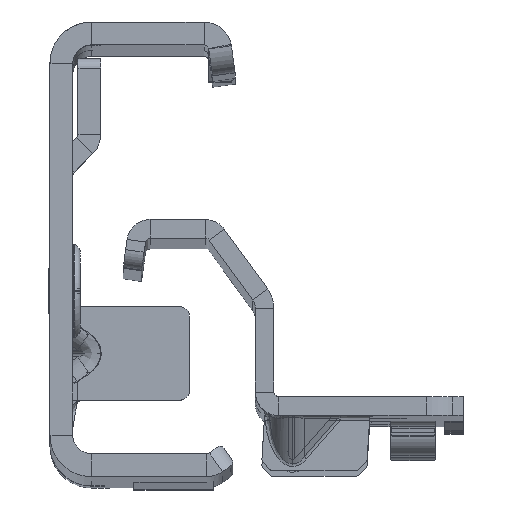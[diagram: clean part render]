
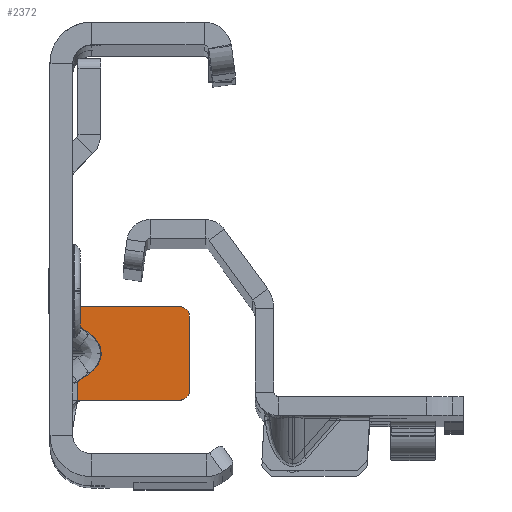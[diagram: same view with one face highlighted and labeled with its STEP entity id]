
A CAD part, top view. The second image highlights one B-rep face of the part: STEP entity #2372.
In plain terms, the highlighted planar face has unit normal (0, 0, 1).
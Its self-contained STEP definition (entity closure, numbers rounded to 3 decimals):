
#67 = LINE ( 'NONE', #21805, #19164 ) ;
#1208 = VECTOR ( 'NONE', #29961, 1000. ) ;
#1603 = ORIENTED_EDGE ( 'NONE', *, *, #3836, .F. ) ;
#1852 = DIRECTION ( 'NONE',  ( 0., 1., 0. ) ) ;
#1975 = ORIENTED_EDGE ( 'NONE', *, *, #32657, .T. ) ;
#2031 = CARTESIAN_POINT ( 'NONE',  ( 3.565, -10.443, -691.5 ) ) ;
#2372 = ADVANCED_FACE ( 'NONE', ( #34357 ), #12709, .F. ) ;
#2376 = EDGE_CURVE ( 'NONE', #6309, #10382, #24979, .T. ) ;
#2534 = CARTESIAN_POINT ( 'NONE',  ( 1.778, -11.707, -691.5 ) ) ;
#2690 = VERTEX_POINT ( 'NONE', #4726 ) ;
#3077 = EDGE_CURVE ( 'NONE', #9057, #23376, #19870, .T. ) ;
#3836 = EDGE_CURVE ( 'NONE', #10382, #11855, #20281, .T. ) ;
#4108 = VERTEX_POINT ( 'NONE', #22217 ) ;
#4318 = CARTESIAN_POINT ( 'NONE',  ( 11.5, -13.55, -691.5 ) ) ;
#4367 = EDGE_CURVE ( 'NONE', #11855, #9057, #13795, .T. ) ;
#4726 = CARTESIAN_POINT ( 'NONE',  ( 0.5, -14.55, -691.5 ) ) ;
#4911 = CARTESIAN_POINT ( 'NONE',  ( 0.5, -14.55, -691.5 ) ) ;
#5278 = CARTESIAN_POINT ( 'NONE',  ( 0.5, 22.3, -691.5 ) ) ;
#5358 = EDGE_CURVE ( 'NONE', #22774, #4108, #30160, .T. ) ;
#5818 = CARTESIAN_POINT ( 'NONE',  ( -7.344, -14.55, -691.5 ) ) ;
#5934 = CARTESIAN_POINT ( 'NONE',  ( 12.5, -5.55, -691.5 ) ) ;
#6259 = EDGE_CURVE ( 'NONE', #22253, #23376, #24074, .T. ) ;
#6303 = LINE ( 'NONE', #22878, #27586 ) ;
#6309 = VERTEX_POINT ( 'NONE', #2534 ) ;
#6401 = EDGE_CURVE ( 'NONE', #20280, #22253, #15612, .T. ) ;
#6751 = DIRECTION ( 'NONE',  ( 0.816, 0.577, 0. ) ) ;
#6774 = ORIENTED_EDGE ( 'NONE', *, *, #4367, .F. ) ;
#6938 = ORIENTED_EDGE ( 'NONE', *, *, #6259, .T. ) ;
#7041 = EDGE_CURVE ( 'NONE', #2690, #31228, #6303, .T. ) ;
#7111 = CARTESIAN_POINT ( 'NONE',  ( 0.71, -4.55, -691.5 ) ) ;
#7194 = VERTEX_POINT ( 'NONE', #32542 ) ;
#7435 = ORIENTED_EDGE ( 'NONE', *, *, #3077, .F. ) ;
#8772 = VECTOR ( 'NONE', #31100, 1000. ) ;
#9057 = VERTEX_POINT ( 'NONE', #31185 ) ;
#9421 = EDGE_CURVE ( 'NONE', #31228, #6309, #28624, .T. ) ;
#9957 = AXIS2_PLACEMENT_3D ( 'NONE', #32115, #12788, #23823 ) ;
#10100 = CARTESIAN_POINT ( 'NONE',  ( 0.64, -14.55, -691.5 ) ) ;
#10382 = VERTEX_POINT ( 'NONE', #18633 ) ;
#10435 = CARTESIAN_POINT ( 'NONE',  ( 0.57, -14.55, -691.5 ) ) ;
#11031 = CARTESIAN_POINT ( 'NONE',  ( 0.71, -14.55, -691.5 ) ) ;
#11038 = ORIENTED_EDGE ( 'NONE', *, *, #30584, .T. ) ;
#11228 = ORIENTED_EDGE ( 'NONE', *, *, #2376, .F. ) ;
#11855 = VERTEX_POINT ( 'NONE', #22515 ) ;
#12449 = CARTESIAN_POINT ( 'NONE',  ( 0.64, -4.55, -691.5 ) ) ;
#12709 = PLANE ( 'NONE',  #17824 ) ;
#12788 = DIRECTION ( 'NONE',  ( 0., 0., 1. ) ) ;
#12899 = CARTESIAN_POINT ( 'NONE',  ( 3.565, -8.657, -691.5 ) ) ;
#13399 = CARTESIAN_POINT ( 'NONE',  ( -7.344, -4.55, -691.5 ) ) ;
#13795 = LINE ( 'NONE', #5278, #1208 ) ;
#14550 = ORIENTED_EDGE ( 'NONE', *, *, #7041, .F. ) ;
#15612 = CIRCLE ( 'NONE', #9957, 1. ) ;
#15868 = B_SPLINE_CURVE_WITH_KNOTS ( 'NONE', 3,
 ( #4911, #10435, #10100, #34563 ),
 .UNSPECIFIED., .F., .F.,
 ( 4, 4 ),
 ( 0., 0. ),
 .UNSPECIFIED. ) ;
#17755 = ORIENTED_EDGE ( 'NONE', *, *, #19603, .T. ) ;
#17824 = AXIS2_PLACEMENT_3D ( 'NONE', #20722, #31524, #1852 ) ;
#18533 = DIRECTION ( 'NONE',  ( 0., 1., 0. ) ) ;
#18633 = CARTESIAN_POINT ( 'NONE',  ( 1.778, -7.393, -691.5 ) ) ;
#19164 = VECTOR ( 'NONE', #32576, 1000. ) ;
#19603 = EDGE_CURVE ( 'NONE', #2690, #22774, #15868, .T. ) ;
#19607 = CARTESIAN_POINT ( 'NONE',  ( 0.5, -12.61, -691.5 ) ) ;
#19870 = B_SPLINE_CURVE_WITH_KNOTS ( 'NONE', 3,
 ( #25977, #20807, #12449, #7111 ),
 .UNSPECIFIED., .F., .F.,
 ( 4, 4 ),
 ( 0., 0. ),
 .UNSPECIFIED. ) ;
#20280 = VERTEX_POINT ( 'NONE', #5934 ) ;
#20281 = LINE ( 'NONE', #25458, #8772 ) ;
#20722 = CARTESIAN_POINT ( 'NONE',  ( -7.344, 22.3, -691.5 ) ) ;
#20807 = CARTESIAN_POINT ( 'NONE',  ( 0.57, -4.55, -691.5 ) ) ;
#20905 = CARTESIAN_POINT ( 'NONE',  ( 1.778, -11.707, -691.5 ) ) ;
#21045 = DIRECTION ( 'NONE',  ( 0., 0., 1. ) ) ;
#21805 = CARTESIAN_POINT ( 'NONE',  ( 12.5, 22.3, -691.5 ) ) ;
#21931 = DIRECTION ( 'NONE',  ( -1., 0., 0. ) ) ;
#22138 = AXIS2_PLACEMENT_3D ( 'NONE', #4318, #21045, #18533 ) ;
#22217 = CARTESIAN_POINT ( 'NONE',  ( 11.5, -14.55, -691.5 ) ) ;
#22253 = VERTEX_POINT ( 'NONE', #26412 ) ;
#22405 = ORIENTED_EDGE ( 'NONE', *, *, #9421, .F. ) ;
#22515 = CARTESIAN_POINT ( 'NONE',  ( 0.5, -6.49, -691.5 ) ) ;
#22774 = VERTEX_POINT ( 'NONE', #11031 ) ;
#22878 = CARTESIAN_POINT ( 'NONE',  ( 0.5, 22.3, -691.5 ) ) ;
#23074 = ORIENTED_EDGE ( 'NONE', *, *, #5358, .T. ) ;
#23376 = VERTEX_POINT ( 'NONE', #32905 ) ;
#23696 = EDGE_LOOP ( 'NONE', ( #1603, #11228, #22405, #14550, #17755, #23074, #1975, #11038, #29831, #6938, #7435, #6774 ) ) ;
#23823 = DIRECTION ( 'NONE',  ( 0., 1., 0. ) ) ;
#24074 = LINE ( 'NONE', #13399, #31486 ) ;
#24979 =( BOUNDED_CURVE ( )  B_SPLINE_CURVE ( 3, ( #20905, #2031, #12899, #26608 ),
 .UNSPECIFIED., .F., .T. ) 
 B_SPLINE_CURVE_WITH_KNOTS ( ( 4, 4 ),
 ( 2.356, 3.927 ),
 .UNSPECIFIED. ) 
 CURVE ( )  GEOMETRIC_REPRESENTATION_ITEM ( )  RATIONAL_B_SPLINE_CURVE ( ( 1., 0.805, 0.805, 1. ) ) 
 REPRESENTATION_ITEM ( '' )  );
#25458 = CARTESIAN_POINT ( 'NONE',  ( 1.35, -7.091, -691.5 ) ) ;
#25585 = DIRECTION ( 'NONE',  ( 1., 0., 0. ) ) ;
#25977 = CARTESIAN_POINT ( 'NONE',  ( 0.5, -4.55, -691.5 ) ) ;
#26412 = CARTESIAN_POINT ( 'NONE',  ( 11.5, -4.55, -691.5 ) ) ;
#26608 = CARTESIAN_POINT ( 'NONE',  ( 1.778, -7.393, -691.5 ) ) ;
#27240 = CIRCLE ( 'NONE', #22138, 1. ) ;
#27586 = VECTOR ( 'NONE', #28201, 1000. ) ;
#27935 = CARTESIAN_POINT ( 'NONE',  ( 2.628, -11.106, -691.5 ) ) ;
#28201 = DIRECTION ( 'NONE',  ( 0., 1., 0. ) ) ;
#28624 = LINE ( 'NONE', #27935, #30993 ) ;
#29831 = ORIENTED_EDGE ( 'NONE', *, *, #6401, .T. ) ;
#29961 = DIRECTION ( 'NONE',  ( 0., 1., 0. ) ) ;
#30160 = LINE ( 'NONE', #5818, #33663 ) ;
#30584 = EDGE_CURVE ( 'NONE', #7194, #20280, #67, .T. ) ;
#30993 = VECTOR ( 'NONE', #6751, 1000. ) ;
#31100 = DIRECTION ( 'NONE',  ( -0.816, 0.577, 0. ) ) ;
#31185 = CARTESIAN_POINT ( 'NONE',  ( 0.5, -4.55, -691.5 ) ) ;
#31228 = VERTEX_POINT ( 'NONE', #19607 ) ;
#31486 = VECTOR ( 'NONE', #21931, 1000. ) ;
#31524 = DIRECTION ( 'NONE',  ( 0., 0., -1. ) ) ;
#32115 = CARTESIAN_POINT ( 'NONE',  ( 11.5, -5.55, -691.5 ) ) ;
#32542 = CARTESIAN_POINT ( 'NONE',  ( 12.5, -13.55, -691.5 ) ) ;
#32576 = DIRECTION ( 'NONE',  ( 0., 1., 0. ) ) ;
#32657 = EDGE_CURVE ( 'NONE', #4108, #7194, #27240, .T. ) ;
#32905 = CARTESIAN_POINT ( 'NONE',  ( 0.71, -4.55, -691.5 ) ) ;
#33663 = VECTOR ( 'NONE', #25585, 1000. ) ;
#34357 = FACE_OUTER_BOUND ( 'NONE', #23696, .T. ) ;
#34563 = CARTESIAN_POINT ( 'NONE',  ( 0.71, -14.55, -691.5 ) ) ;
